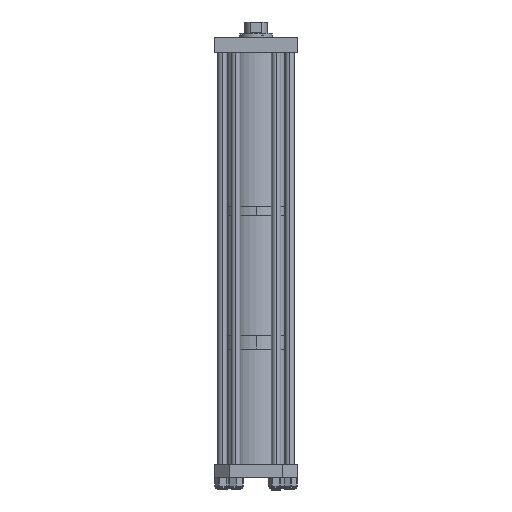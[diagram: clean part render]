
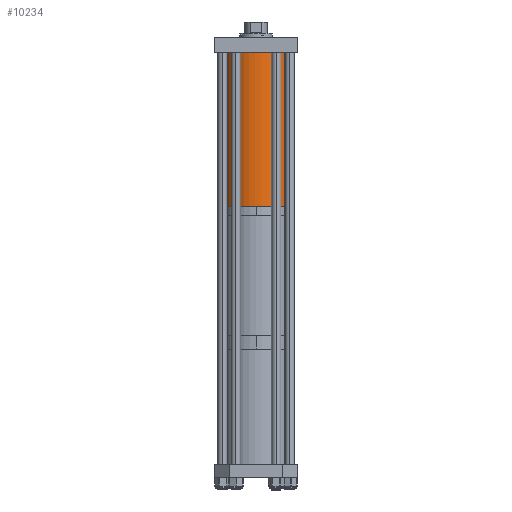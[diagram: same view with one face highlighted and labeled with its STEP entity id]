
A CAD part, left-side view. The second image highlights one B-rep face of the part: STEP entity #10234.
In plain terms, the highlighted cylindrical face has radius 114.3 mm (diameter 228.6 mm), a partial arc.
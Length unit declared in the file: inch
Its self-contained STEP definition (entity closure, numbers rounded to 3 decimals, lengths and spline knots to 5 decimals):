
#262 = ORIENTED_EDGE ( 'NONE', *, *, #7508, .F. ) ;
#461 = EDGE_CURVE ( 'NONE', #2197, #10679, #5760, .T. ) ;
#983 = CIRCLE ( 'NONE', #5592, 4.5 ) ;
#1038 = DIRECTION ( 'NONE',  ( 1., 0., 0. ) ) ;
#2163 = VERTEX_POINT ( 'NONE', #4467 ) ;
#2197 = VERTEX_POINT ( 'NONE', #10536 ) ;
#2239 = DIRECTION ( 'NONE',  ( -1., 0., 0. ) ) ;
#2328 = CARTESIAN_POINT ( 'NONE',  ( 0., 0., 20.19 ) ) ;
#2627 = EDGE_CURVE ( 'NONE', #10679, #3028, #983, .T. ) ;
#2846 = CARTESIAN_POINT ( 'NONE',  ( -4.5, 0., 0. ) ) ;
#3028 = VERTEX_POINT ( 'NONE', #4515 ) ;
#3288 = ORIENTED_EDGE ( 'NONE', *, *, #461, .T. ) ;
#3304 = CIRCLE ( 'NONE', #11584, 4.5 ) ;
#3964 = CYLINDRICAL_SURFACE ( 'NONE', #6078, 4.5 ) ;
#4009 = CARTESIAN_POINT ( 'NONE',  ( 0., 0., 0. ) ) ;
#4254 = CARTESIAN_POINT ( 'NONE',  ( 4.5, 0., 20.19 ) ) ;
#4467 = CARTESIAN_POINT ( 'NONE',  ( 4.5, 0., 20.19 ) ) ;
#4515 = CARTESIAN_POINT ( 'NONE',  ( 4.5, 0., 0. ) ) ;
#5592 = AXIS2_PLACEMENT_3D ( 'NONE', #4009, #7567, #5693 ) ;
#5693 = DIRECTION ( 'NONE',  ( 1., 0., 0. ) ) ;
#5760 = LINE ( 'NONE', #9083, #8045 ) ;
#6078 = AXIS2_PLACEMENT_3D ( 'NONE', #2328, #6783, #2239 ) ;
#6119 = ORIENTED_EDGE ( 'NONE', *, *, #2627, .T. ) ;
#6159 = DIRECTION ( 'NONE',  ( 0., 0., -1. ) ) ;
#6783 = DIRECTION ( 'NONE',  ( 0., 0., -1. ) ) ;
#7237 = EDGE_CURVE ( 'NONE', #2197, #2163, #3304, .T. ) ;
#7508 = EDGE_CURVE ( 'NONE', #2163, #3028, #10718, .T. ) ;
#7567 = DIRECTION ( 'NONE',  ( 0., 0., 1. ) ) ;
#7820 = ORIENTED_EDGE ( 'NONE', *, *, #7237, .F. ) ;
#8045 = VECTOR ( 'NONE', #10922, 39.37008 ) ;
#8260 = DIRECTION ( 'NONE',  ( 0., 0., 1. ) ) ;
#9083 = CARTESIAN_POINT ( 'NONE',  ( -4.5, 0., 20.19 ) ) ;
#9166 = VECTOR ( 'NONE', #6159, 39.37008 ) ;
#10186 = CARTESIAN_POINT ( 'NONE',  ( 0., 0., 20.19 ) ) ;
#10234 = ADVANCED_FACE ( 'NONE', ( #10981 ), #3964, .T. ) ;
#10536 = CARTESIAN_POINT ( 'NONE',  ( -4.5, 0., 20.19 ) ) ;
#10679 = VERTEX_POINT ( 'NONE', #2846 ) ;
#10718 = LINE ( 'NONE', #4254, #9166 ) ;
#10922 = DIRECTION ( 'NONE',  ( 0., 0., -1. ) ) ;
#10981 = FACE_OUTER_BOUND ( 'NONE', #11354, .T. ) ;
#11354 = EDGE_LOOP ( 'NONE', ( #262, #7820, #3288, #6119 ) ) ;
#11584 = AXIS2_PLACEMENT_3D ( 'NONE', #10186, #8260, #1038 ) ;
